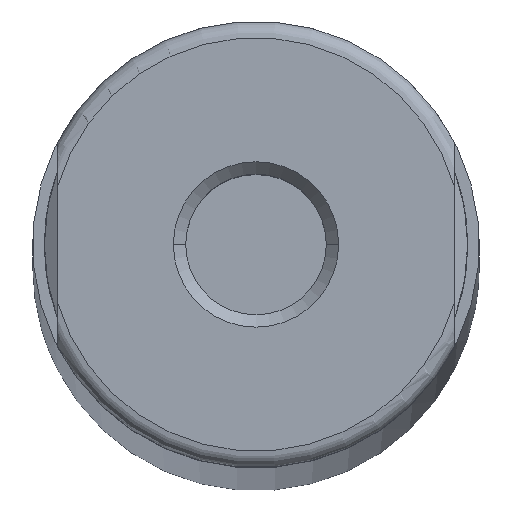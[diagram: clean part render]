
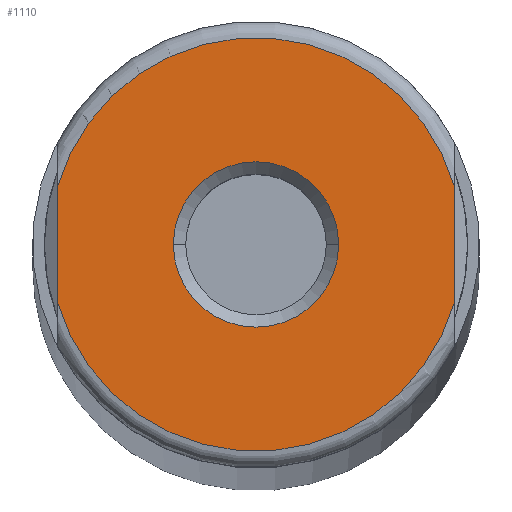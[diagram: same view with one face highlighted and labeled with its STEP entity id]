
A CAD part, top view. The second image highlights one B-rep face of the part: STEP entity #1110.
In plain terms, the highlighted planar face has unit normal (0, 0, 1).
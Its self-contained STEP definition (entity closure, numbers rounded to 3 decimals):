
#28 = CARTESIAN_POINT ( 'NONE',  ( -12., 3.5, 0. ) ) ;
#41 = DIRECTION ( 'NONE',  ( 1., 0., 0. ) ) ;
#42 = DIRECTION ( 'NONE',  ( 0., 0., 1. ) ) ;
#43 = CARTESIAN_POINT ( 'NONE',  ( 0., 0., 0. ) ) ;
#44 = AXIS2_PLACEMENT_3D ( 'NONE', #43, #42, #41 ) ;
#45 = CIRCLE ( 'NONE', #44, 5. ) ;
#50 = DIRECTION ( 'NONE',  ( 0., 1., 0. ) ) ;
#51 = VECTOR ( 'NONE', #50, 1000. ) ;
#52 = CARTESIAN_POINT ( 'NONE',  ( 12., -13.5, 0. ) ) ;
#107 = LINE ( 'NONE', #52, #51 ) ;
#109 = CARTESIAN_POINT ( 'NONE',  ( -12., -3.5, 0. ) ) ;
#120 = DIRECTION ( 'NONE',  ( -1., 0., 0. ) ) ;
#121 = DIRECTION ( 'NONE',  ( 0., 0., -1. ) ) ;
#122 = CARTESIAN_POINT ( 'NONE',  ( 0., 0., 0. ) ) ;
#123 = AXIS2_PLACEMENT_3D ( 'NONE', #122, #121, #120 ) ;
#124 = PLANE ( 'NONE',  #123 ) ;
#125 = FACE_OUTER_BOUND ( 'NONE', #1115, .T. ) ;
#126 = FACE_BOUND ( 'NONE', #1125, .T. ) ;
#611 = CARTESIAN_POINT ( 'NONE',  ( 12., -3.5, 0. ) ) ;
#612 = DIRECTION ( 'NONE',  ( 1., 0., 0. ) ) ;
#613 = DIRECTION ( 'NONE',  ( 0., 0., 1. ) ) ;
#614 = CARTESIAN_POINT ( 'NONE',  ( 0., 0., 0. ) ) ;
#615 = AXIS2_PLACEMENT_3D ( 'NONE', #614, #613, #612 ) ;
#616 = CIRCLE ( 'NONE', #615, 12.5 ) ;
#657 = CARTESIAN_POINT ( 'NONE',  ( 12., 3.5, 0. ) ) ;
#658 = DIRECTION ( 'NONE',  ( 1., 0., 0. ) ) ;
#659 = DIRECTION ( 'NONE',  ( 0., 0., 1. ) ) ;
#660 = CARTESIAN_POINT ( 'NONE',  ( 0., 0., 0. ) ) ;
#661 = AXIS2_PLACEMENT_3D ( 'NONE', #660, #659, #658 ) ;
#662 = CIRCLE ( 'NONE', #661, 12.5 ) ;
#694 = DIRECTION ( 'NONE',  ( 0., 1., 0. ) ) ;
#695 = VECTOR ( 'NONE', #694, 1000. ) ;
#696 = CARTESIAN_POINT ( 'NONE',  ( -12., -13.5, 0. ) ) ;
#697 = LINE ( 'NONE', #696, #695 ) ;
#713 = CARTESIAN_POINT ( 'NONE',  ( 0., 0., 0. ) ) ;
#714 = CARTESIAN_POINT ( 'NONE',  ( 5., 0., 0. ) ) ;
#803 = CARTESIAN_POINT ( 'NONE',  ( -5., 0., 0. ) ) ;
#824 = DIRECTION ( 'NONE',  ( 1., 0., 0. ) ) ;
#825 = DIRECTION ( 'NONE',  ( 0., 0., 1. ) ) ;
#826 = AXIS2_PLACEMENT_3D ( 'NONE', #713, #825, #824 ) ;
#827 = CIRCLE ( 'NONE', #826, 5. ) ;
#973 = ORIENTED_EDGE ( 'NONE', *, *, #974, .T. ) ;
#974 = EDGE_CURVE ( 'NONE', #1118, #975, #616, .T. ) ;
#975 = VERTEX_POINT ( 'NONE', #611 ) ;
#985 = EDGE_CURVE ( 'NONE', #986, #1137, #662, .T. ) ;
#986 = VERTEX_POINT ( 'NONE', #657 ) ;
#1022 = VERTEX_POINT ( 'NONE', #714 ) ;
#1023 = EDGE_CURVE ( 'NONE', #1035, #1022, #827, .T. ) ;
#1035 = VERTEX_POINT ( 'NONE', #803 ) ;
#1084 = EDGE_CURVE ( 'NONE', #1118, #1137, #697, .T. ) ;
#1110 = ADVANCED_FACE ( 'NONE', ( #126, #125 ), #124, .F. ) ;
#1111 = ORIENTED_EDGE ( 'NONE', *, *, #1126, .F. ) ;
#1115 = EDGE_LOOP ( 'NONE', ( #973, #1120, #1122, #1123 ) ) ;
#1118 = VERTEX_POINT ( 'NONE', #109 ) ;
#1120 = ORIENTED_EDGE ( 'NONE', *, *, #1121, .T. ) ;
#1121 = EDGE_CURVE ( 'NONE', #975, #986, #107, .T. ) ;
#1122 = ORIENTED_EDGE ( 'NONE', *, *, #985, .T. ) ;
#1123 = ORIENTED_EDGE ( 'NONE', *, *, #1084, .F. ) ;
#1125 = EDGE_LOOP ( 'NONE', ( #1111, #1127 ) ) ;
#1126 = EDGE_CURVE ( 'NONE', #1022, #1035, #45, .T. ) ;
#1127 = ORIENTED_EDGE ( 'NONE', *, *, #1023, .F. ) ;
#1137 = VERTEX_POINT ( 'NONE', #28 ) ;
